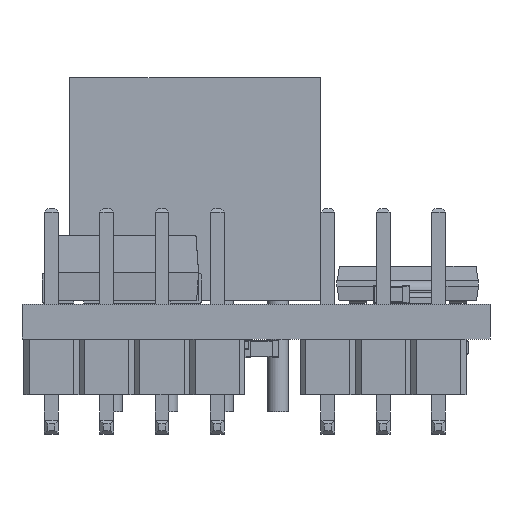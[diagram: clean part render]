
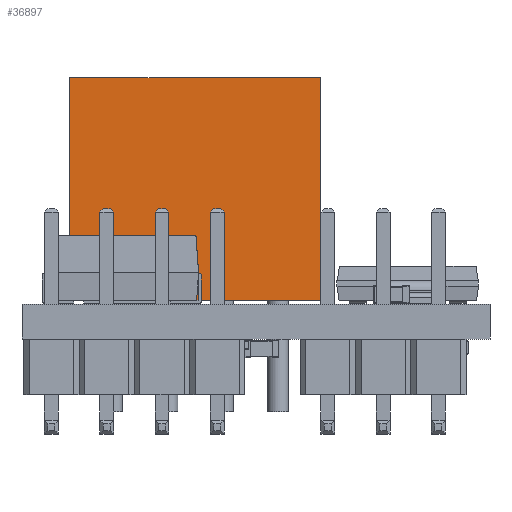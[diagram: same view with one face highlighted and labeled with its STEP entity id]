
A CAD part, front view. The second image highlights one B-rep face of the part: STEP entity #36897.
In plain terms, the highlighted planar face has unit normal (0, -1, 0).
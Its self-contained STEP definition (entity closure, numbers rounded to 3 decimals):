
#36728 = PLANE('',#36729);
#36729 = AXIS2_PLACEMENT_3D('',#36730,#36731,#36732);
#36730 = CARTESIAN_POINT('',(-1.955,-1.13,0.1));
#36731 = DIRECTION('',(-1.,0.,0.));
#36732 = DIRECTION('',(0.,1.,0.));
#36756 = PLANE('',#36757);
#36757 = AXIS2_PLACEMENT_3D('',#36758,#36759,#36760);
#36758 = CARTESIAN_POINT('',(3.81,1.92,10.35));
#36759 = DIRECTION('',(0.,0.,-1.));
#36760 = DIRECTION('',(-1.,0.,0.));
#36784 = PLANE('',#36785);
#36785 = AXIS2_PLACEMENT_3D('',#36786,#36787,#36788);
#36786 = CARTESIAN_POINT('',(9.575,4.97,0.1));
#36787 = DIRECTION('',(1.,0.,0.));
#36788 = DIRECTION('',(0.,-1.,0.));
#36810 = PLANE('',#36811);
#36811 = AXIS2_PLACEMENT_3D('',#36812,#36813,#36814);
#36812 = CARTESIAN_POINT('',(3.81,1.92,0.1));
#36813 = DIRECTION('',(0.,0.,-1.));
#36814 = DIRECTION('',(-1.,0.,0.));
#36827 = VERTEX_POINT('',#36828);
#36828 = CARTESIAN_POINT('',(9.575,-1.13,10.35));
#36849 = EDGE_CURVE('',#36850,#36827,#36852,.T.);
#36850 = VERTEX_POINT('',#36851);
#36851 = CARTESIAN_POINT('',(9.575,-1.13,0.1));
#36852 = SURFACE_CURVE('',#36853,(#36857,#36864),.PCURVE_S1.);
#36853 = LINE('',#36854,#36855);
#36854 = CARTESIAN_POINT('',(9.575,-1.13,0.1));
#36855 = VECTOR('',#36856,1.);
#36856 = DIRECTION('',(0.,0.,1.));
#36857 = PCURVE('',#36784,#36858);
#36858 = DEFINITIONAL_REPRESENTATION('',(#36859),#36863);
#36859 = LINE('',#36860,#36861);
#36860 = CARTESIAN_POINT('',(6.1,0.));
#36861 = VECTOR('',#36862,1.);
#36862 = DIRECTION('',(0.,-1.));
#36863 = ( GEOMETRIC_REPRESENTATION_CONTEXT(2) 
PARAMETRIC_REPRESENTATION_CONTEXT() REPRESENTATION_CONTEXT('2D SPACE',''
  ) );
#36864 = PCURVE('',#36865,#36870);
#36865 = PLANE('',#36866);
#36866 = AXIS2_PLACEMENT_3D('',#36867,#36868,#36869);
#36867 = CARTESIAN_POINT('',(9.575,-1.13,0.1));
#36868 = DIRECTION('',(0.,-1.,0.));
#36869 = DIRECTION('',(-1.,0.,0.));
#36870 = DEFINITIONAL_REPRESENTATION('',(#36871),#36875);
#36871 = LINE('',#36872,#36873);
#36872 = CARTESIAN_POINT('',(0.,0.));
#36873 = VECTOR('',#36874,1.);
#36874 = DIRECTION('',(0.,-1.));
#36875 = ( GEOMETRIC_REPRESENTATION_CONTEXT(2) 
PARAMETRIC_REPRESENTATION_CONTEXT() REPRESENTATION_CONTEXT('2D SPACE',''
  ) );
#36897 = ADVANCED_FACE('',(#36898),#36865,.T.);
#36898 = FACE_BOUND('',#36899,.T.);
#36899 = EDGE_LOOP('',(#36900,#36901,#36924,#36947));
#36900 = ORIENTED_EDGE('',*,*,#36849,.T.);
#36901 = ORIENTED_EDGE('',*,*,#36902,.T.);
#36902 = EDGE_CURVE('',#36827,#36903,#36905,.T.);
#36903 = VERTEX_POINT('',#36904);
#36904 = CARTESIAN_POINT('',(-1.955,-1.13,10.35));
#36905 = SURFACE_CURVE('',#36906,(#36910,#36917),.PCURVE_S1.);
#36906 = LINE('',#36907,#36908);
#36907 = CARTESIAN_POINT('',(9.575,-1.13,10.35));
#36908 = VECTOR('',#36909,1.);
#36909 = DIRECTION('',(-1.,0.,0.));
#36910 = PCURVE('',#36865,#36911);
#36911 = DEFINITIONAL_REPRESENTATION('',(#36912),#36916);
#36912 = LINE('',#36913,#36914);
#36913 = CARTESIAN_POINT('',(0.,-10.25));
#36914 = VECTOR('',#36915,1.);
#36915 = DIRECTION('',(1.,0.));
#36916 = ( GEOMETRIC_REPRESENTATION_CONTEXT(2) 
PARAMETRIC_REPRESENTATION_CONTEXT() REPRESENTATION_CONTEXT('2D SPACE',''
  ) );
#36917 = PCURVE('',#36756,#36918);
#36918 = DEFINITIONAL_REPRESENTATION('',(#36919),#36923);
#36919 = LINE('',#36920,#36921);
#36920 = CARTESIAN_POINT('',(-5.765,-3.05));
#36921 = VECTOR('',#36922,1.);
#36922 = DIRECTION('',(1.,0.));
#36923 = ( GEOMETRIC_REPRESENTATION_CONTEXT(2) 
PARAMETRIC_REPRESENTATION_CONTEXT() REPRESENTATION_CONTEXT('2D SPACE',''
  ) );
#36924 = ORIENTED_EDGE('',*,*,#36925,.F.);
#36925 = EDGE_CURVE('',#36926,#36903,#36928,.T.);
#36926 = VERTEX_POINT('',#36927);
#36927 = CARTESIAN_POINT('',(-1.955,-1.13,0.1));
#36928 = SURFACE_CURVE('',#36929,(#36933,#36940),.PCURVE_S1.);
#36929 = LINE('',#36930,#36931);
#36930 = CARTESIAN_POINT('',(-1.955,-1.13,0.1));
#36931 = VECTOR('',#36932,1.);
#36932 = DIRECTION('',(0.,0.,1.));
#36933 = PCURVE('',#36865,#36934);
#36934 = DEFINITIONAL_REPRESENTATION('',(#36935),#36939);
#36935 = LINE('',#36936,#36937);
#36936 = CARTESIAN_POINT('',(11.53,0.));
#36937 = VECTOR('',#36938,1.);
#36938 = DIRECTION('',(0.,-1.));
#36939 = ( GEOMETRIC_REPRESENTATION_CONTEXT(2) 
PARAMETRIC_REPRESENTATION_CONTEXT() REPRESENTATION_CONTEXT('2D SPACE',''
  ) );
#36940 = PCURVE('',#36728,#36941);
#36941 = DEFINITIONAL_REPRESENTATION('',(#36942),#36946);
#36942 = LINE('',#36943,#36944);
#36943 = CARTESIAN_POINT('',(0.,0.));
#36944 = VECTOR('',#36945,1.);
#36945 = DIRECTION('',(0.,-1.));
#36946 = ( GEOMETRIC_REPRESENTATION_CONTEXT(2) 
PARAMETRIC_REPRESENTATION_CONTEXT() REPRESENTATION_CONTEXT('2D SPACE',''
  ) );
#36947 = ORIENTED_EDGE('',*,*,#36948,.F.);
#36948 = EDGE_CURVE('',#36850,#36926,#36949,.T.);
#36949 = SURFACE_CURVE('',#36950,(#36954,#36961),.PCURVE_S1.);
#36950 = LINE('',#36951,#36952);
#36951 = CARTESIAN_POINT('',(9.575,-1.13,0.1));
#36952 = VECTOR('',#36953,1.);
#36953 = DIRECTION('',(-1.,0.,0.));
#36954 = PCURVE('',#36865,#36955);
#36955 = DEFINITIONAL_REPRESENTATION('',(#36956),#36960);
#36956 = LINE('',#36957,#36958);
#36957 = CARTESIAN_POINT('',(0.,0.));
#36958 = VECTOR('',#36959,1.);
#36959 = DIRECTION('',(1.,0.));
#36960 = ( GEOMETRIC_REPRESENTATION_CONTEXT(2) 
PARAMETRIC_REPRESENTATION_CONTEXT() REPRESENTATION_CONTEXT('2D SPACE',''
  ) );
#36961 = PCURVE('',#36810,#36962);
#36962 = DEFINITIONAL_REPRESENTATION('',(#36963),#36967);
#36963 = LINE('',#36964,#36965);
#36964 = CARTESIAN_POINT('',(-5.765,-3.05));
#36965 = VECTOR('',#36966,1.);
#36966 = DIRECTION('',(1.,0.));
#36967 = ( GEOMETRIC_REPRESENTATION_CONTEXT(2) 
PARAMETRIC_REPRESENTATION_CONTEXT() REPRESENTATION_CONTEXT('2D SPACE',''
  ) );
